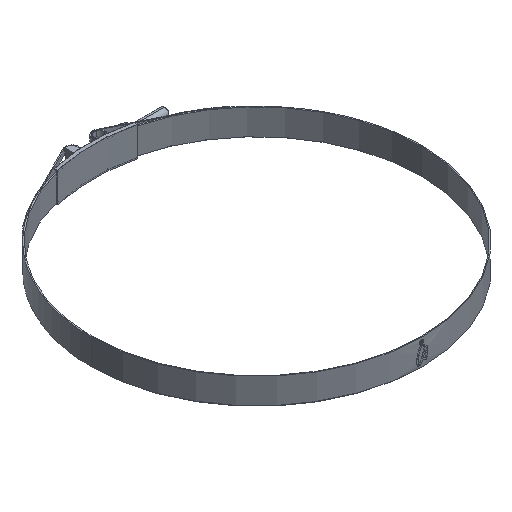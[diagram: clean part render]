
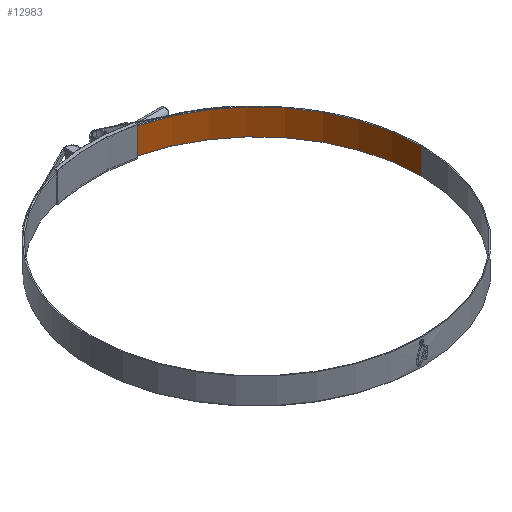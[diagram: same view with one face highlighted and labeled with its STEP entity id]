
A CAD part, isometric view. The second image highlights one B-rep face of the part: STEP entity #12983.
In plain terms, the highlighted cylindrical face has radius 121 mm (diameter 242 mm), a partial arc.
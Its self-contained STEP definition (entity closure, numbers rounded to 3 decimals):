
#8 = EDGE_CURVE ( 'NONE', #13696, #10518, #11848, .T. ) ;
#151 = CARTESIAN_POINT ( 'NONE',  ( 121., 0., 9.525 ) ) ;
#627 = CARTESIAN_POINT ( 'NONE',  ( 9.603, 120.618, -9.525 ) ) ;
#752 = ORIENTED_EDGE ( 'NONE', *, *, #4618, .T. ) ;
#776 = EDGE_LOOP ( 'NONE', ( #3685, #4703, #10452, #752 ) ) ;
#1506 = DIRECTION ( 'NONE',  ( -1., 0., 0. ) ) ;
#1765 = CARTESIAN_POINT ( 'NONE',  ( 9.603, 120.618, 9.525 ) ) ;
#2436 = DIRECTION ( 'NONE',  ( 0., 0., -1. ) ) ;
#2512 = DIRECTION ( 'NONE',  ( 0., 0., -1. ) ) ;
#2690 = DIRECTION ( 'NONE',  ( -1., 0., 0. ) ) ;
#2834 = AXIS2_PLACEMENT_3D ( 'NONE', #8018, #2512, #1506 ) ;
#2853 = LINE ( 'NONE', #1765, #4481 ) ;
#3685 = ORIENTED_EDGE ( 'NONE', *, *, #5521, .F. ) ;
#4481 = VECTOR ( 'NONE', #9604, 1000. ) ;
#4618 = EDGE_CURVE ( 'NONE', #5968, #6021, #9093, .T. ) ;
#4642 = DIRECTION ( 'NONE',  ( 0., 0., -1. ) ) ;
#4703 = ORIENTED_EDGE ( 'NONE', *, *, #8, .F. ) ;
#4708 = VECTOR ( 'NONE', #12536, 1000. ) ;
#5356 = AXIS2_PLACEMENT_3D ( 'NONE', #12642, #4642, #2690 ) ;
#5521 = EDGE_CURVE ( 'NONE', #10518, #6021, #13621, .T. ) ;
#5968 = VERTEX_POINT ( 'NONE', #627 ) ;
#6013 = EDGE_CURVE ( 'NONE', #13696, #5968, #2853, .T. ) ;
#6021 = VERTEX_POINT ( 'NONE', #11995 ) ;
#6923 = DIRECTION ( 'NONE',  ( -1., 0., 0. ) ) ;
#6932 = CARTESIAN_POINT ( 'NONE',  ( 121., 0., 9.525 ) ) ;
#8018 = CARTESIAN_POINT ( 'NONE',  ( 0., 0., -9.525 ) ) ;
#8965 = CARTESIAN_POINT ( 'NONE',  ( 0., 0., 9.525 ) ) ;
#9065 = CARTESIAN_POINT ( 'NONE',  ( 9.603, 120.618, 9.525 ) ) ;
#9093 = CIRCLE ( 'NONE', #2834, 121. ) ;
#9107 = FACE_OUTER_BOUND ( 'NONE', #776, .T. ) ;
#9148 = AXIS2_PLACEMENT_3D ( 'NONE', #8965, #2436, #6923 ) ;
#9604 = DIRECTION ( 'NONE',  ( 0., 0., -1. ) ) ;
#10452 = ORIENTED_EDGE ( 'NONE', *, *, #6013, .T. ) ;
#10518 = VERTEX_POINT ( 'NONE', #151 ) ;
#11848 = CIRCLE ( 'NONE', #5356, 121. ) ;
#11995 = CARTESIAN_POINT ( 'NONE',  ( 121., 0., -9.525 ) ) ;
#12526 = CYLINDRICAL_SURFACE ( 'NONE', #9148, 121. ) ;
#12536 = DIRECTION ( 'NONE',  ( 0., 0., -1. ) ) ;
#12642 = CARTESIAN_POINT ( 'NONE',  ( 0., 0., 9.525 ) ) ;
#12983 = ADVANCED_FACE ( 'NONE', ( #9107 ), #12526, .F. ) ;
#13621 = LINE ( 'NONE', #6932, #4708 ) ;
#13696 = VERTEX_POINT ( 'NONE', #9065 ) ;
